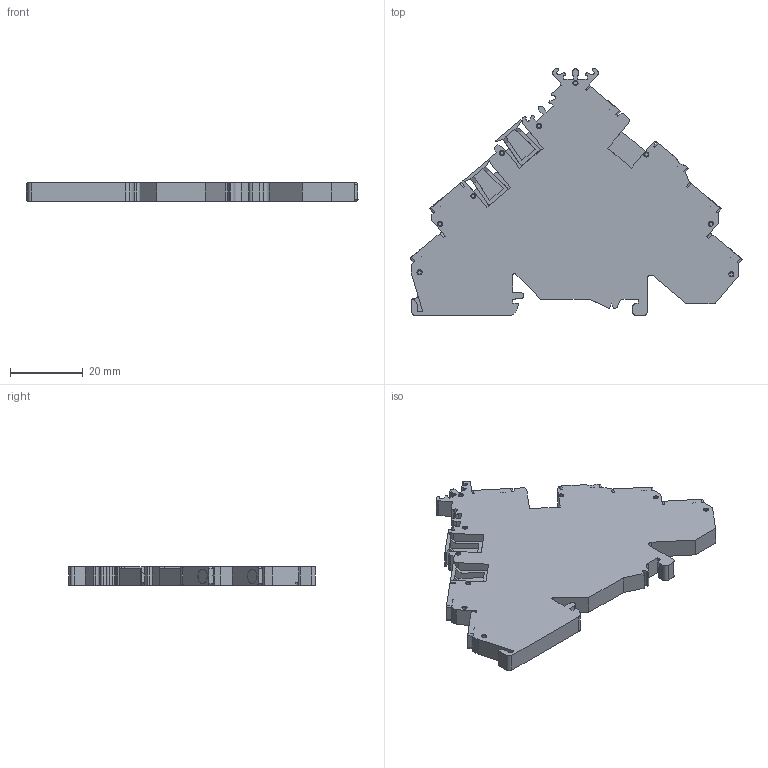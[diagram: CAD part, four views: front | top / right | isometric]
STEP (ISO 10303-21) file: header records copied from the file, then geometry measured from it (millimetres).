
FILE_DESCRIPTION((''),'2;1');
FILE_NAME('KONG_ASM','2023-11-21T',('dell'),(''),'PRO/ENGINEER BY PARAMETRIC TECHNOLOGY CORPORATION, 2013230','PRO/ENGINEER BY PARAMETRIC TECHNOLOGY CORPORATION, 2013230','');
FILE_SCHEMA(('AUTOMOTIVE_DESIGN { 1 0 10303 214 1 1 1 1 }'));
Length unit declared in the file: millimetre
Products named in the file (1): KONG_ASM
Bounding box: 91.4 x 68 x 5 mm (x, y, z)
Volume: 16911 mm3; surface area: 11208.5 mm2
Topology: 1 solids, 33 shells, 690 faces, 1755 edges, 1127 vertices
Faces by surface type: plane 437, cylinder 166, cone 74, bspline 13
Entity records: 21660 total; most frequent: CARTESIAN_POINT 4546, ORIENTED_EDGE 3510, DIRECTION 3416, EDGE_CURVE 1755, VECTOR 1238, LINE 1238, VERTEX_POINT 1127, AXIS2_PLACEMENT_3D 1089
